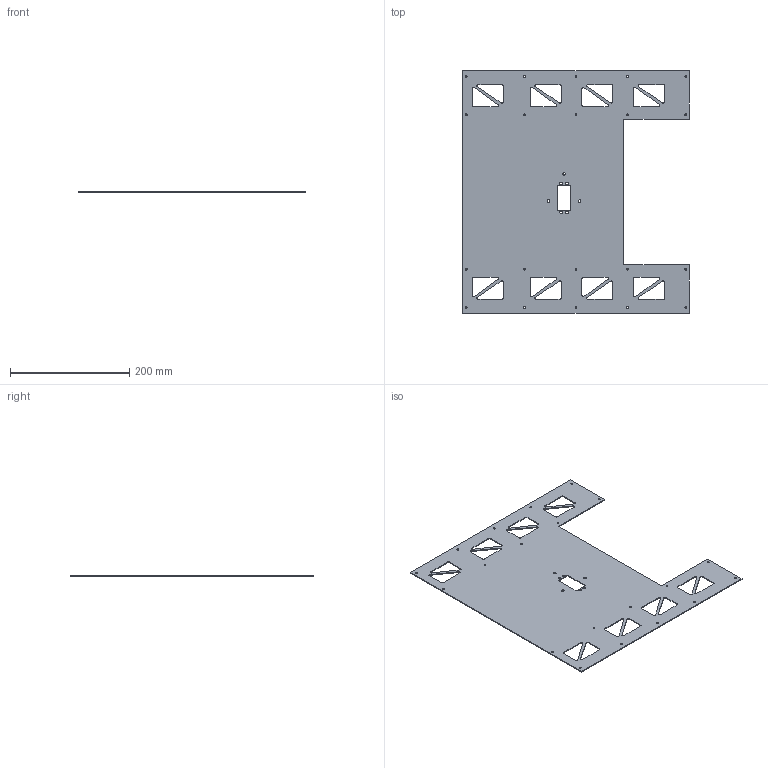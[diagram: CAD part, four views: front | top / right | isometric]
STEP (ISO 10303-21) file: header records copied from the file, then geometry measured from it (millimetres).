
FILE_DESCRIPTION(/* description */ (''),/* implementation_level */ '2;1');
FILE_NAME(/* name */ '',/* time_stamp */ '2025-12-17T20:10:32+03:00',/* author */ ('Phantom'),/* organization */ (''),/* preprocessor_version */ 'ST-DEVELOPER v20.1',/* originating_system */ 'Autodesk Inventor 2026',/* authorisation */ '');
FILE_SCHEMA (('AUTOMOTIVE_DESIGN { 1 0 10303 214 3 1 1 }'));
Length unit declared in the file: millimetre
Products named in the file (1): ВЕРХ 25-26
Bounding box: 380 x 406 x 1.5 mm (x, y, z)
Volume: 170107.6 mm3; surface area: 233241.3 mm2
Topology: 1 solids, 1 shells, 137 faces, 405 edges, 270 vertices
Faces by surface type: cylinder 75, plane 62
Full cylindrical faces by diameter (mm): 3.25 x20, 4.2 x3, 4.5 x4
Entity records: 4848 total; most frequent: DIRECTION 831, CARTESIAN_POINT 813, ORIENTED_EDGE 810, EDGE_CURVE 405, AXIS2_PLACEMENT_3D 288, VERTEX_POINT 270, LINE 255, VECTOR 255
